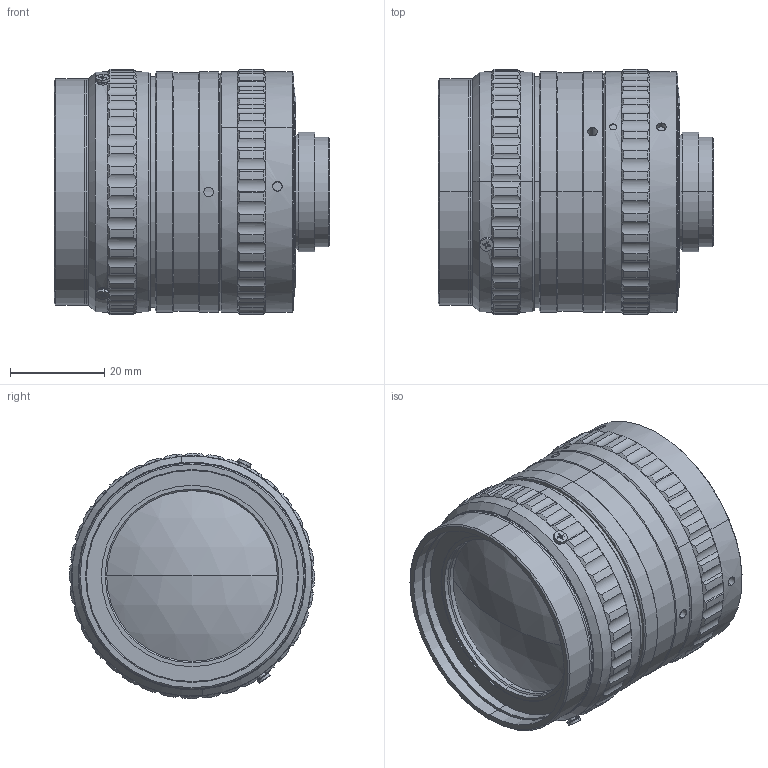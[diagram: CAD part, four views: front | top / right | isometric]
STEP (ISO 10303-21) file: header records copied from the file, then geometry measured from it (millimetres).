
FILE_DESCRIPTION (( 'STEP AP203' ), '1' );
FILE_NAME ('VA-LCM-5MP-50MM-F1.4-100-SWIR.STEP', '2019-04-18T03:59:46', ( '微软用户' ), ( '微软中国' ), 'SwSTEP 2.0', 'SolidWorks 2014', '' );
FILE_SCHEMA (( 'CONFIG_CONTROL_DESIGN' ));
Length unit declared in the file: millimetre
Products named in the file (1): VA-LCM-5MP-50MM-F1.4-100-SWIR
Bounding box: 58.37 x 52 x 52 mm (x, y, z)
Surface area: 21439.4 mm2 (no closed solid volume)
Topology: 0 solids, 10 shells, 465 faces, 1165 edges, 718 vertices
Faces by surface type: cylinder 231, cone 182, plane 40, torus 8, sphere 4
Entity records: 15973 total; most frequent: CARTESIAN_POINT 5141, ORIENTED_EDGE 2240, DIRECTION 2237, EDGE_CURVE 1165, AXIS2_PLACEMENT_3D 948, VERTEX_POINT 718, EDGE_LOOP 499, CIRCLE 482
